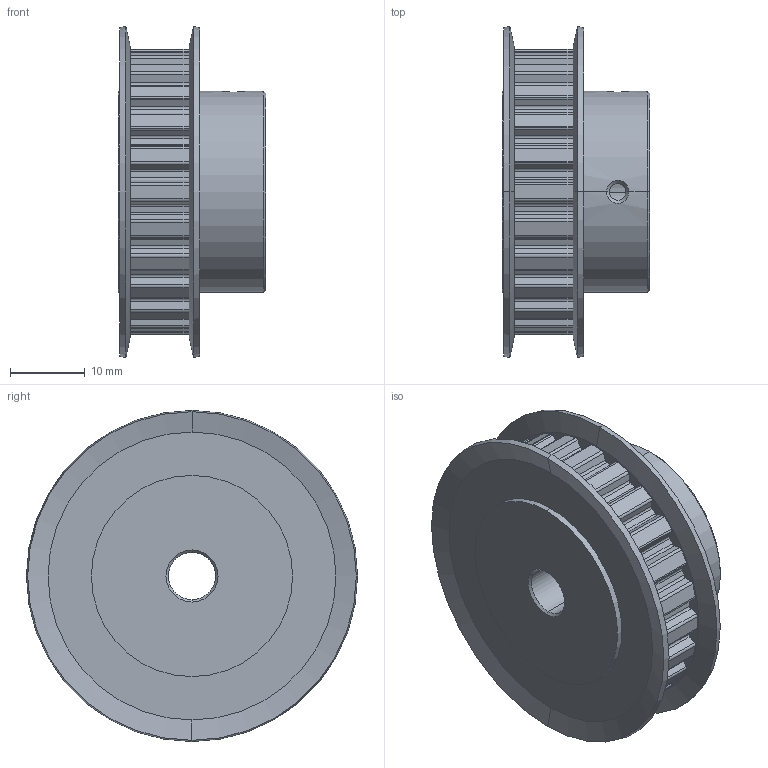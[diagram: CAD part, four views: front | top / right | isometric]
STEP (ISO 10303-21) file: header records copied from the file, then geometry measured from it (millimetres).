
FILE_DESCRIPTION (( 'STEP AP214' ), '1' );
FILE_NAME ('APB24XL025BF-250.step', '2015-04-08T20:59:57', ( '' ), ( '' ), 'SwSTEP 2.0', 'SolidWorks 2014', '' );
FILE_SCHEMA (( 'AUTOMOTIVE_DESIGN' ));
Length unit declared in the file: inch
Products named in the file (1): APB24XL025BF-250
Bounding box: 19.84 x 44.45 x 44.45 mm (x, y, z)
Volume: 16315.4 mm3; surface area: 6790.8 mm2
Topology: 1 solids, 1 shells, 245 faces, 704 edges, 463 vertices
Faces by surface type: cylinder 145, plane 78, cone 18, bspline 4
Entity records: 10275 total; most frequent: CARTESIAN_POINT 3556, DIRECTION 1473, ORIENTED_EDGE 1408, EDGE_CURVE 704, AXIS2_PLACEMENT_3D 546, VERTEX_POINT 463, LINE 381, VECTOR 381
